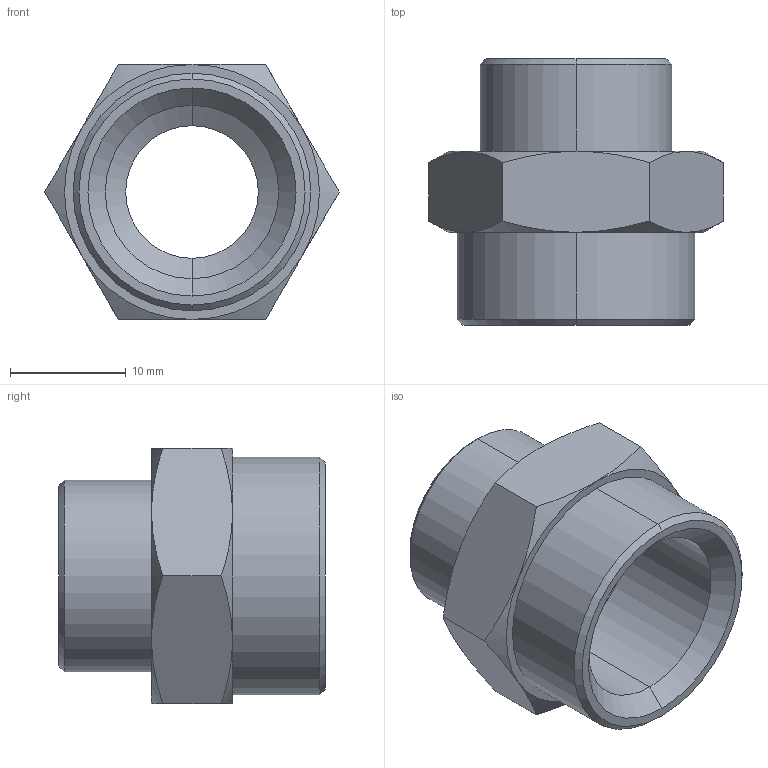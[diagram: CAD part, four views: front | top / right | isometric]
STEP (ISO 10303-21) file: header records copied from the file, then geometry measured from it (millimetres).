
FILE_DESCRIPTION (( 'STEP AP214' ), '1' );
FILE_NAME ('DRF.FF0203.STEP', '2018-09-03T09:21:01', ( '' ), ( '' ), 'SwSTEP 2.0', 'SolidWorks 2018', '' );
FILE_SCHEMA (( 'AUTOMOTIVE_DESIGN' ));
Length unit declared in the file: millimetre
Products named in the file (1): DRF.FF0203
Bounding box: 25.4 x 23 x 22 mm (x, y, z)
Volume: 3926.8 mm3; surface area: 2888.7 mm2
Topology: 1 solids, 1 shells, 41 faces, 86 edges, 49 vertices
Faces by surface type: cone 23, plane 10, cylinder 8
Entity records: 1231 total; most frequent: CARTESIAN_POINT 297, DIRECTION 183, ORIENTED_EDGE 172, EDGE_CURVE 86, AXIS2_PLACEMENT_3D 79, VERTEX_POINT 49, EDGE_LOOP 45, FACE_OUTER_BOUND 41
